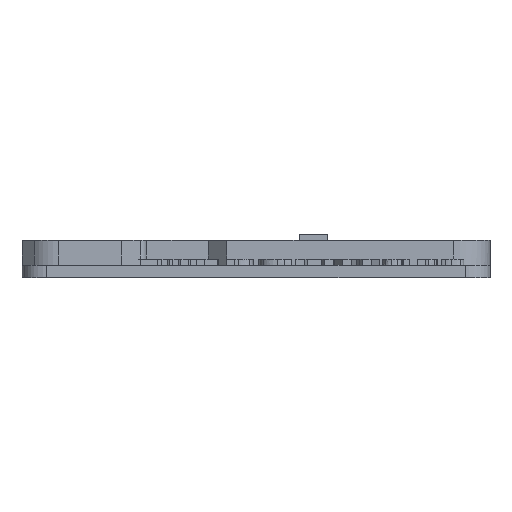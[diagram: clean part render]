
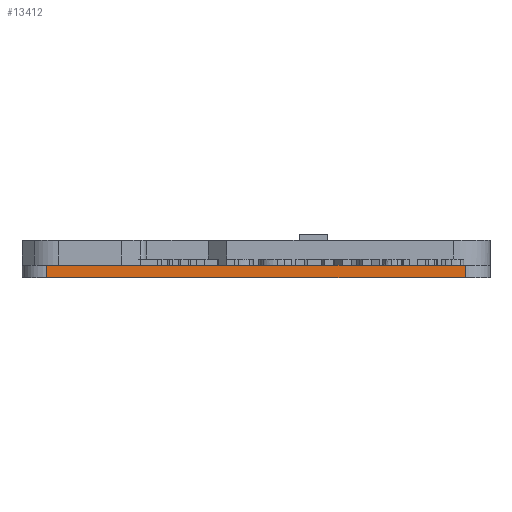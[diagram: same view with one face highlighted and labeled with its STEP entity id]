
A CAD part, front view. The second image highlights one B-rep face of the part: STEP entity #13412.
In plain terms, the highlighted planar face has unit normal (0, -1, 0).
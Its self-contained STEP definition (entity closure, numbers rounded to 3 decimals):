
#178 = PLANE('',#179);
#179 = AXIS2_PLACEMENT_3D('',#180,#181,#182);
#180 = CARTESIAN_POINT('',(-37.6,-37.,-3.));
#181 = DIRECTION('',(0.,0.,1.));
#182 = DIRECTION('',(1.,0.,0.));
#426 = VERTEX_POINT('',#427);
#427 = CARTESIAN_POINT('',(-33.6,-41.,-3.));
#442 = CYLINDRICAL_SURFACE('',#443,4.);
#443 = AXIS2_PLACEMENT_3D('',#444,#445,#446);
#444 = CARTESIAN_POINT('',(-33.6,-37.,-5.));
#445 = DIRECTION('',(0.,0.,-1.));
#446 = DIRECTION('',(1.,0.,0.));
#454 = EDGE_CURVE('',#455,#426,#457,.T.);
#455 = VERTEX_POINT('',#456);
#456 = CARTESIAN_POINT('',(33.6,-41.,-3.));
#457 = SURFACE_CURVE('',#458,(#462,#469),.PCURVE_S1.);
#458 = LINE('',#459,#460);
#459 = CARTESIAN_POINT('',(33.6,-41.,-3.));
#460 = VECTOR('',#461,1.);
#461 = DIRECTION('',(-1.,0.,0.));
#462 = PCURVE('',#178,#463);
#463 = DEFINITIONAL_REPRESENTATION('',(#464),#468);
#464 = LINE('',#465,#466);
#465 = CARTESIAN_POINT('',(71.2,-4.));
#466 = VECTOR('',#467,1.);
#467 = DIRECTION('',(-1.,0.));
#468 = ( GEOMETRIC_REPRESENTATION_CONTEXT(2) 
PARAMETRIC_REPRESENTATION_CONTEXT() REPRESENTATION_CONTEXT('2D SPACE',''
  ) );
#469 = PCURVE('',#470,#475);
#470 = PLANE('',#471);
#471 = AXIS2_PLACEMENT_3D('',#472,#473,#474);
#472 = CARTESIAN_POINT('',(33.6,-41.,-5.));
#473 = DIRECTION('',(0.,-1.,0.));
#474 = DIRECTION('',(-1.,0.,0.));
#475 = DEFINITIONAL_REPRESENTATION('',(#476),#480);
#476 = LINE('',#477,#478);
#477 = CARTESIAN_POINT('',(0.,-2.));
#478 = VECTOR('',#479,1.);
#479 = DIRECTION('',(1.,0.));
#480 = ( GEOMETRIC_REPRESENTATION_CONTEXT(2) 
PARAMETRIC_REPRESENTATION_CONTEXT() REPRESENTATION_CONTEXT('2D SPACE',''
  ) );
#499 = CYLINDRICAL_SURFACE('',#500,4.);
#500 = AXIS2_PLACEMENT_3D('',#501,#502,#503);
#501 = CARTESIAN_POINT('',(33.6,-37.,-5.));
#502 = DIRECTION('',(0.,0.,-1.));
#503 = DIRECTION('',(1.,0.,0.));
#12103 = PLANE('',#12104);
#12104 = AXIS2_PLACEMENT_3D('',#12105,#12106,#12107);
#12105 = CARTESIAN_POINT('',(0.002,0.,
    -5.));
#12106 = DIRECTION('',(0.,0.,1.));
#12107 = DIRECTION('',(1.,0.,0.));
#13366 = EDGE_CURVE('',#13367,#455,#13369,.T.);
#13367 = VERTEX_POINT('',#13368);
#13368 = CARTESIAN_POINT('',(33.6,-41.,-5.));
#13369 = SURFACE_CURVE('',#13370,(#13374,#13381),.PCURVE_S1.);
#13370 = LINE('',#13371,#13372);
#13371 = CARTESIAN_POINT('',(33.6,-41.,-5.));
#13372 = VECTOR('',#13373,1.);
#13373 = DIRECTION('',(0.,0.,1.));
#13374 = PCURVE('',#499,#13375);
#13375 = DEFINITIONAL_REPRESENTATION('',(#13376),#13380);
#13376 = LINE('',#13377,#13378);
#13377 = CARTESIAN_POINT('',(-4.712,0.));
#13378 = VECTOR('',#13379,1.);
#13379 = DIRECTION('',(0.,-1.));
#13380 = ( GEOMETRIC_REPRESENTATION_CONTEXT(2) 
PARAMETRIC_REPRESENTATION_CONTEXT() REPRESENTATION_CONTEXT('2D SPACE',''
  ) );
#13381 = PCURVE('',#470,#13382);
#13382 = DEFINITIONAL_REPRESENTATION('',(#13383),#13387);
#13383 = LINE('',#13384,#13385);
#13384 = CARTESIAN_POINT('',(0.,0.));
#13385 = VECTOR('',#13386,1.);
#13386 = DIRECTION('',(0.,-1.));
#13387 = ( GEOMETRIC_REPRESENTATION_CONTEXT(2) 
PARAMETRIC_REPRESENTATION_CONTEXT() REPRESENTATION_CONTEXT('2D SPACE',''
  ) );
#13412 = ADVANCED_FACE('',(#13413),#470,.T.);
#13413 = FACE_BOUND('',#13414,.T.);
#13414 = EDGE_LOOP('',(#13415,#13416,#13417,#13440));
#13415 = ORIENTED_EDGE('',*,*,#13366,.T.);
#13416 = ORIENTED_EDGE('',*,*,#454,.T.);
#13417 = ORIENTED_EDGE('',*,*,#13418,.F.);
#13418 = EDGE_CURVE('',#13419,#426,#13421,.T.);
#13419 = VERTEX_POINT('',#13420);
#13420 = CARTESIAN_POINT('',(-33.6,-41.,-5.));
#13421 = SURFACE_CURVE('',#13422,(#13426,#13433),.PCURVE_S1.);
#13422 = LINE('',#13423,#13424);
#13423 = CARTESIAN_POINT('',(-33.6,-41.,-5.));
#13424 = VECTOR('',#13425,1.);
#13425 = DIRECTION('',(0.,0.,1.));
#13426 = PCURVE('',#470,#13427);
#13427 = DEFINITIONAL_REPRESENTATION('',(#13428),#13432);
#13428 = LINE('',#13429,#13430);
#13429 = CARTESIAN_POINT('',(67.2,0.));
#13430 = VECTOR('',#13431,1.);
#13431 = DIRECTION('',(0.,-1.));
#13432 = ( GEOMETRIC_REPRESENTATION_CONTEXT(2) 
PARAMETRIC_REPRESENTATION_CONTEXT() REPRESENTATION_CONTEXT('2D SPACE',''
  ) );
#13433 = PCURVE('',#442,#13434);
#13434 = DEFINITIONAL_REPRESENTATION('',(#13435),#13439);
#13435 = LINE('',#13436,#13437);
#13436 = CARTESIAN_POINT('',(-4.712,0.));
#13437 = VECTOR('',#13438,1.);
#13438 = DIRECTION('',(0.,-1.));
#13439 = ( GEOMETRIC_REPRESENTATION_CONTEXT(2) 
PARAMETRIC_REPRESENTATION_CONTEXT() REPRESENTATION_CONTEXT('2D SPACE',''
  ) );
#13440 = ORIENTED_EDGE('',*,*,#13441,.F.);
#13441 = EDGE_CURVE('',#13367,#13419,#13442,.T.);
#13442 = SURFACE_CURVE('',#13443,(#13447,#13454),.PCURVE_S1.);
#13443 = LINE('',#13444,#13445);
#13444 = CARTESIAN_POINT('',(33.6,-41.,-5.));
#13445 = VECTOR('',#13446,1.);
#13446 = DIRECTION('',(-1.,0.,0.));
#13447 = PCURVE('',#470,#13448);
#13448 = DEFINITIONAL_REPRESENTATION('',(#13449),#13453);
#13449 = LINE('',#13450,#13451);
#13450 = CARTESIAN_POINT('',(0.,0.));
#13451 = VECTOR('',#13452,1.);
#13452 = DIRECTION('',(1.,0.));
#13453 = ( GEOMETRIC_REPRESENTATION_CONTEXT(2) 
PARAMETRIC_REPRESENTATION_CONTEXT() REPRESENTATION_CONTEXT('2D SPACE',''
  ) );
#13454 = PCURVE('',#12103,#13455);
#13455 = DEFINITIONAL_REPRESENTATION('',(#13456),#13460);
#13456 = LINE('',#13457,#13458);
#13457 = CARTESIAN_POINT('',(33.598,-41.));
#13458 = VECTOR('',#13459,1.);
#13459 = DIRECTION('',(-1.,0.));
#13460 = ( GEOMETRIC_REPRESENTATION_CONTEXT(2) 
PARAMETRIC_REPRESENTATION_CONTEXT() REPRESENTATION_CONTEXT('2D SPACE',''
  ) );
